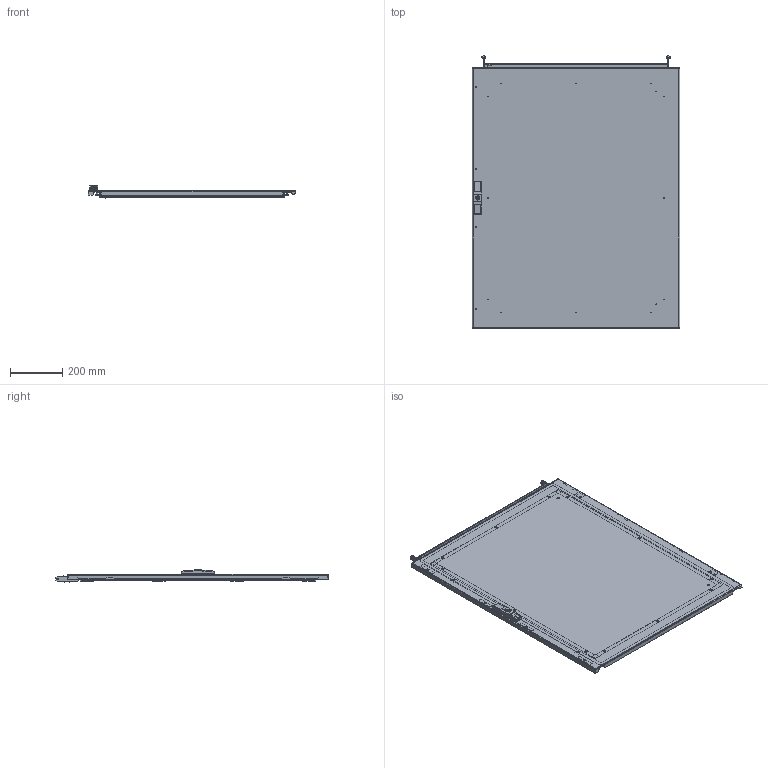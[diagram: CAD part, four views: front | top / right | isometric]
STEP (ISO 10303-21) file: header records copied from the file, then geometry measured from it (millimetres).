
FILE_DESCRIPTION (( 'STEP AP203' ), '1' );
FILE_NAME ('UR35402090800 Äâåðü ãëóõàÿ ñåêöèîííàÿ 1000ìì RS52 00.80 (000.801.354-02).STEP', '2022-04-08T12:20:29', ( '' ), ( '' ), 'SwSTEP 2.0', 'SolidWorks 2017', '' );
FILE_SCHEMA (( 'CONFIG_CONTROL_DESIGN' ));
Length unit declared in the file: millimetre
Products named in the file (36): 000.203.184 Äâåðü ãëóõàÿ ñåêöèîííàÿ 1000 ìì LC3_02 (00.80); Ãàéêà Ýðèêñîíà Ì5 ñ ïëîñêîé ãîëîâêîé; 000.800.113 Ïåòëÿ ñåêöèîííîé äâåðè; 028-98 Ñêîáà; 012-1889 Ïàíåëü äâåðè ãëóõîé ñåêöèîííîé 1000 ìì LC3_02 (00.80); 032-215 Øâåëëåð ìåæñåêöèîííûé LC3_02 (00.80); 054-214 Ñòîéêà äâåðè ñåêöèîííîé LC3_00 (1000 ¬¬); 037-61 Óãîëîê äëÿ çàïèðàíèÿ äâåðè ñåêöèîííîé LC3; 000.800.076 Ïëàíêà çàïîðíàÿ äâåðè ñåêöèîííîé LC3_00 (1000 ¬¬); 029-373 Ñîåäèíèòåëü óãëîâîé ðàìêè äâåðè RS52; 016-103 Îñü; 021-126  呧睯蠈錪; Âèíò DIN 7991_Œ5å10; Øàéáà 6402 Ò_Œ6; 054-201 Ïîïåðå÷èíà äâåðè LC3_02 (00.80); Âèíò DIN 7500 M TORX_Œ5å16; Øïèëüêà ðåçüáîâàÿ Ì6_Œ6å12; Ãàéêà øåñòèãðàííàÿ âûñîêàÿ ñàìîñòîïîðÿùàÿñÿ ñ ôëàíöåì ÃÎÑÒ ISO 7043_Œ6; Âèíò ÃÎÑÒ Ð ÈÑÎ 7049_ST3.5x9.5; Øïèëüêà ðåçüáîâàÿ Ì6_Œ5å12; 044-97 砎鍧錟儆趌00; 000.203.173 Øâåëëåð ìåæñåêöèîííûé LC3_02 (00.80); 000.173.012 Øâåëëåð ìåæñåêöèîííûé LC3_02 (00.80); 000.210.457 Îñíîâàíèå äâåðè ãëóõîé ñåêöèîííîé 1000 ìì LC3_02 (00.80); 000.301.014 Îñü; Øïèëüêà çàçåìëåíèÿ CKF CS_Œ6å16; Óïëîòíèòåëü ÏÏÓ äëÿ äâåðêè ñåêöèîííîé LC3 ñòàëüíûå ïåòëè_02 (1000 ¬¬ 00.80); 嵑殧趌11648_d5; 037-60 Ïåòëÿ äâåðè ñåêöèîííîé LC3; MS896 Çàìîê-íàêëàäêà îñíîâíàÿ äëÿ LC_‡ ªàëâ®; 050-59 鎗鵻罻; Âèíò DIN 7500 C TORX_Œ5å12; UR35402090800 Äâåðü ãëóõàÿ ñåêöèîííàÿ 1000ìì RS52 00.80 (000.801.354-02); 050-42 Âòóëêà ñêðûòîé ïåòëè; 040-185 Ïëàíêà çàïîðíàÿ äâåðè ñåêöèîííîé LC3_00 (1000 ¬¬); 024-382 砑僔蠂縺 鸀槶錼譇 LC3
Assembly tree (117 placements, depth 4):
  UR35402090800 Äâåðü ãëóõàÿ ñåêöèîííàÿ 1000ìì RS52 00.80 (000.801.354-02)
    000.203.184 Äâåðü ãëóõàÿ ñåêöèîííàÿ 1000 ìì LC3_02 (00.80)
      000.210.457 Îñíîâàíèå äâåðè ãëóõîé ñåêöèîííîé 1000 ìì LC3_02 (00.80)
        012-1889 Ïàíåëü äâåðè ãëóõîé ñåêöèîííîé 1000 ìì LC3_02 (00.80)
        Øïèëüêà çàçåìëåíèÿ CKF CS_Œ6å16  x2
        Øïèëüêà ðåçüáîâàÿ Ì6_Œ5å12  x12
        Øïèëüêà ðåçüáîâàÿ Ì6_Œ6å12  x4
        050-42 Âòóëêà ñêðûòîé ïåòëè  x2
      Óïëîòíèòåëü ÏÏÓ äëÿ äâåðêè ñåêöèîííîé LC3 ñòàëüíûå ïåòëè_02 (1000 ¬¬ 00.80)
      MS896 Çàìîê-íàêëàäêà îñíîâíàÿ äëÿ LC_‡ ªàëâ®
      Âèíò DIN 7991_Œ5å10  x2
      000.800.076 Ïëàíêà çàïîðíàÿ äâåðè ñåêöèîííîé LC3_00 (1000 ¬¬)
        040-185 Ïëàíêà çàïîðíàÿ äâåðè ñåêöèîííîé LC3_00 (1000 ¬¬)
        028-98 Ñêîáà  x2
      Øàéáà 6402 Ò_Œ6  x4
      Ãàéêà øåñòèãðàííàÿ âûñîêàÿ ñàìîñòîïîðÿùàÿñÿ ñ ôëàíöåì ÃÎÑÒ ISO 7043_Œ6  x4
      029-373 Ñîåäèíèòåëü óãëîâîé ðàìêè äâåðè RS52  x4
      054-214 Ñòîéêà äâåðè ñåêöèîííîé LC3_00 (1000 ¬¬)  x2
      054-201 Ïîïåðå÷èíà äâåðè LC3_02 (00.80)  x2
      Ãàéêà Ýðèêñîíà Ì5 ñ ïëîñêîé ãîëîâêîé  x12
      Âèíò DIN 7500 C TORX_Œ5å12  x8
    Âèíò DIN 7500 M TORX_Œ5å16  x18
    000.203.173 Øâåëëåð ìåæñåêöèîííûé LC3_02 (00.80)
      000.173.012 Øâåëëåð ìåæñåêöèîííûé LC3_02 (00.80)
        032-215 Øâåëëåð ìåæñåêöèîííûé LC3_02 (00.80)
        024-382 砑僔蠂縺 鸀槶錼譇 LC3  x2
      021-126  呧睯蠈錪
      Âèíò ÃÎÑÒ Ð ÈÑÎ 7049_ST3.5x9.5  x2
    Âèíò DIN 7500 C TORX_Œ5å12  x4
    000.800.113 Ïåòëÿ ñåêöèîííîé äâåðè  x4
      037-60 Ïåòëÿ äâåðè ñåêöèîííîé LC3
      050-59 鎗鵻罻
    000.301.014 Îñü  x4
      016-103 Îñü
    037-61 Óãîëîê äëÿ çàïèðàíèÿ äâåðè ñåêöèîííîé LC3  x2
    嵑殧趌11648_d5  x4
    044-97 砎鍧錟儆趌00  x2
Bounding box: 795 x 1041.5 x 45.93 mm (x, y, z)
Volume: 2484905.1 mm3; surface area: 2563694.2 mm2
Topology: 119 solids, 123 shells, 3762 faces, 9305 edges, 5911 vertices
Faces by surface type: cylinder 1797, plane 1297, cone 490, torus 134, sphere 28, bspline 16
Entity records: 42305 total; most frequent: CARTESIAN_POINT 6941, DIRECTION 6581, ORIENTED_EDGE 5750, EDGE_CURVE 2878, AXIS2_PLACEMENT_3D 2509, VERTEX_POINT 1835, LINE 1563, VECTOR 1563
